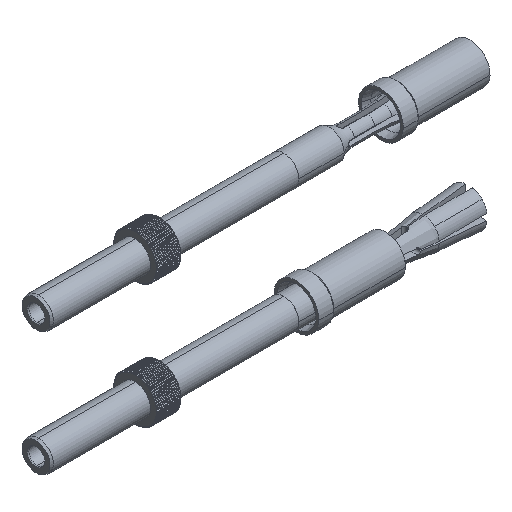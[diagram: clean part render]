
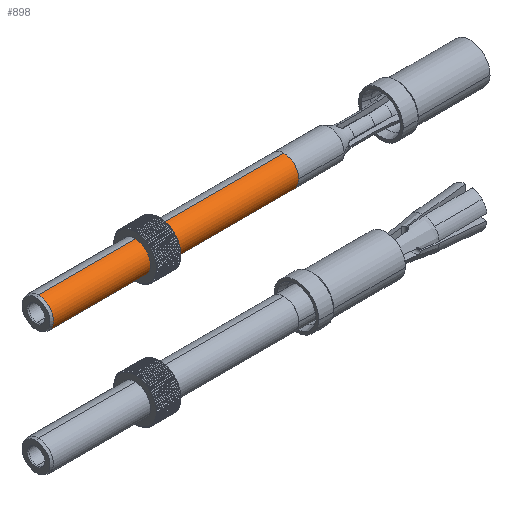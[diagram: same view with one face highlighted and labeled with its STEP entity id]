
A CAD part, isometric view. The second image highlights one B-rep face of the part: STEP entity #898.
In plain terms, the highlighted cylindrical face has radius 6 mm (diameter 12 mm), a partial arc.
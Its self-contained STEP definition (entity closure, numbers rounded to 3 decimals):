
#90 = LINE ( 'NONE', #35754, #25015 ) ;
#898 = ADVANCED_FACE ( 'NONE', ( #56656 ), #8726, .T. ) ;
#1785 = VERTEX_POINT ( 'NONE', #24598 ) ;
#2288 = ORIENTED_EDGE ( 'NONE', *, *, #22847, .T. ) ;
#2780 = AXIS2_PLACEMENT_3D ( 'NONE', #43893, #7275, #15799 ) ;
#3899 = CARTESIAN_POINT ( 'NONE',  ( 1., 0., -6. ) ) ;
#4280 = DIRECTION ( 'NONE',  ( 1., 0., 0. ) ) ;
#4681 = CARTESIAN_POINT ( 'NONE',  ( 100., 0., 0. ) ) ;
#7273 = CARTESIAN_POINT ( 'NONE',  ( 1., 0., 0. ) ) ;
#7275 = DIRECTION ( 'NONE',  ( 1., 0., 0. ) ) ;
#8726 = CYLINDRICAL_SURFACE ( 'NONE', #2780, 6. ) ;
#9683 = DIRECTION ( 'NONE',  ( 1., 0., 0. ) ) ;
#12236 = VERTEX_POINT ( 'NONE', #44924 ) ;
#13475 = EDGE_LOOP ( 'NONE', ( #23292, #27951, #2288, #16910 ) ) ;
#15799 = DIRECTION ( 'NONE',  ( 0., 0., -1. ) ) ;
#16910 = ORIENTED_EDGE ( 'NONE', *, *, #39895, .F. ) ;
#22633 = LINE ( 'NONE', #27840, #46293 ) ;
#22847 = EDGE_CURVE ( 'NONE', #39898, #12236, #90, .T. ) ;
#23081 = AXIS2_PLACEMENT_3D ( 'NONE', #7273, #48096, #53326 ) ;
#23292 = ORIENTED_EDGE ( 'NONE', *, *, #50842, .F. ) ;
#23619 = VERTEX_POINT ( 'NONE', #44114 ) ;
#24598 = CARTESIAN_POINT ( 'NONE',  ( 1., 0., 6. ) ) ;
#25015 = VECTOR ( 'NONE', #40408, 1000. ) ;
#27840 = CARTESIAN_POINT ( 'NONE',  ( 0., 0., 6. ) ) ;
#27951 = ORIENTED_EDGE ( 'NONE', *, *, #29605, .T. ) ;
#29605 = EDGE_CURVE ( 'NONE', #1785, #39898, #32891, .T. ) ;
#32891 = CIRCLE ( 'NONE', #23081, 6. ) ;
#35754 = CARTESIAN_POINT ( 'NONE',  ( 0., 0., -6. ) ) ;
#35850 = DIRECTION ( 'NONE',  ( 0., 0., -1. ) ) ;
#37761 = CIRCLE ( 'NONE', #42254, 6. ) ;
#39895 = EDGE_CURVE ( 'NONE', #23619, #12236, #37761, .T. ) ;
#39898 = VERTEX_POINT ( 'NONE', #3899 ) ;
#40408 = DIRECTION ( 'NONE',  ( 1., 0., 0. ) ) ;
#42254 = AXIS2_PLACEMENT_3D ( 'NONE', #4681, #4280, #35850 ) ;
#43893 = CARTESIAN_POINT ( 'NONE',  ( 0., 0., 0. ) ) ;
#44114 = CARTESIAN_POINT ( 'NONE',  ( 100., 0., 6. ) ) ;
#44924 = CARTESIAN_POINT ( 'NONE',  ( 100., 0., -6. ) ) ;
#46293 = VECTOR ( 'NONE', #9683, 1000. ) ;
#48096 = DIRECTION ( 'NONE',  ( 1., 0., 0. ) ) ;
#50842 = EDGE_CURVE ( 'NONE', #1785, #23619, #22633, .T. ) ;
#53326 = DIRECTION ( 'NONE',  ( 0., 0., -1. ) ) ;
#56656 = FACE_OUTER_BOUND ( 'NONE', #13475, .T. ) ;
